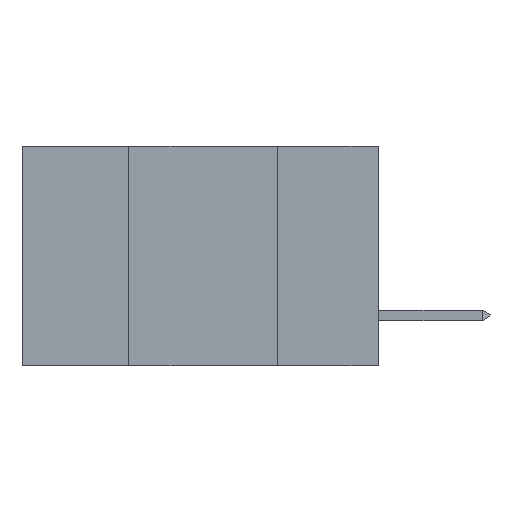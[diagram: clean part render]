
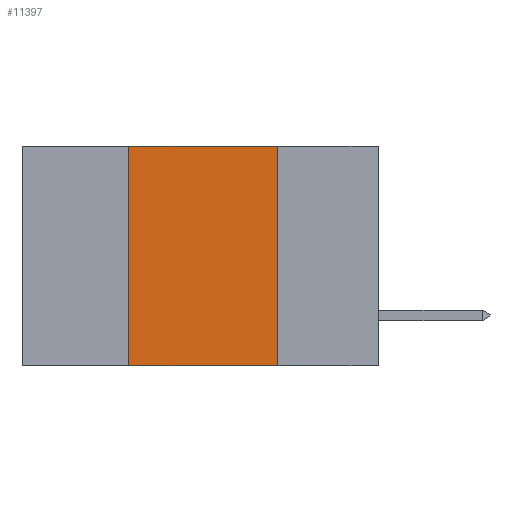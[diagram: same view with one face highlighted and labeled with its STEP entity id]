
A CAD part, left-side view. The second image highlights one B-rep face of the part: STEP entity #11397.
In plain terms, the highlighted planar face has unit normal (-1, 0, 0).
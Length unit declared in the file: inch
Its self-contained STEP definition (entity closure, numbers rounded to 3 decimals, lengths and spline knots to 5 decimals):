
#194 = CARTESIAN_POINT ( 'NONE',  ( 0., 0.6, 0. ) ) ;
#232 = DIRECTION ( 'NONE',  ( 0., 0., -1. ) ) ;
#1317 = EDGE_CURVE ( 'NONE', #17730, #3508, #1453, .T. ) ;
#1453 = LINE ( 'NONE', #10355, #12804 ) ;
#3191 = CARTESIAN_POINT ( 'NONE',  ( 0., 0.17, -0.37 ) ) ;
#3508 = VERTEX_POINT ( 'NONE', #3191 ) ;
#3621 = DIRECTION ( 'NONE',  ( 0., 0., 1. ) ) ;
#3988 = EDGE_CURVE ( 'NONE', #17730, #8715, #21708, .T. ) ;
#5406 = CARTESIAN_POINT ( 'NONE',  ( 0., 0.42, -0.37 ) ) ;
#6360 = CARTESIAN_POINT ( 'NONE',  ( 0., 0.17, 0. ) ) ;
#6789 = VERTEX_POINT ( 'NONE', #6360 ) ;
#7039 = DIRECTION ( 'NONE',  ( 0., -1., 0. ) ) ;
#7839 = DIRECTION ( 'NONE',  ( 1., 0., 0. ) ) ;
#8416 = EDGE_LOOP ( 'NONE', ( #15251, #14157, #10952, #9205 ) ) ;
#8715 = VERTEX_POINT ( 'NONE', #9711 ) ;
#9205 = ORIENTED_EDGE ( 'NONE', *, *, #1317, .T. ) ;
#9711 = CARTESIAN_POINT ( 'NONE',  ( 0., 0.42, 0. ) ) ;
#10355 = CARTESIAN_POINT ( 'NONE',  ( 0., 0.6, -0.37 ) ) ;
#10677 = DIRECTION ( 'NONE',  ( 0., 0., -1. ) ) ;
#10952 = ORIENTED_EDGE ( 'NONE', *, *, #3988, .F. ) ;
#11397 = ADVANCED_FACE ( 'NONE', ( #15207 ), #20433, .F. ) ;
#12570 = CARTESIAN_POINT ( 'NONE',  ( 0., 0.17, -0.37 ) ) ;
#12804 = VECTOR ( 'NONE', #7039, 39.37008 ) ;
#12923 = CARTESIAN_POINT ( 'NONE',  ( 0., 0.6, 0. ) ) ;
#14000 = VECTOR ( 'NONE', #21966, 39.37008 ) ;
#14157 = ORIENTED_EDGE ( 'NONE', *, *, #15013, .F. ) ;
#14349 = LINE ( 'NONE', #12570, #22047 ) ;
#14505 = VECTOR ( 'NONE', #3621, 39.37008 ) ;
#15013 = EDGE_CURVE ( 'NONE', #8715, #6789, #16492, .T. ) ;
#15207 = FACE_OUTER_BOUND ( 'NONE', #8416, .T. ) ;
#15251 = ORIENTED_EDGE ( 'NONE', *, *, #18971, .F. ) ;
#16492 = LINE ( 'NONE', #194, #14000 ) ;
#17730 = VERTEX_POINT ( 'NONE', #17755 ) ;
#17755 = CARTESIAN_POINT ( 'NONE',  ( 0., 0.42, -0.37 ) ) ;
#18971 = EDGE_CURVE ( 'NONE', #6789, #3508, #14349, .T. ) ;
#20433 = PLANE ( 'NONE',  #20796 ) ;
#20796 = AXIS2_PLACEMENT_3D ( 'NONE', #12923, #7839, #232 ) ;
#21708 = LINE ( 'NONE', #5406, #14505 ) ;
#21966 = DIRECTION ( 'NONE',  ( 0., -1., 0. ) ) ;
#22047 = VECTOR ( 'NONE', #10677, 39.37008 ) ;
